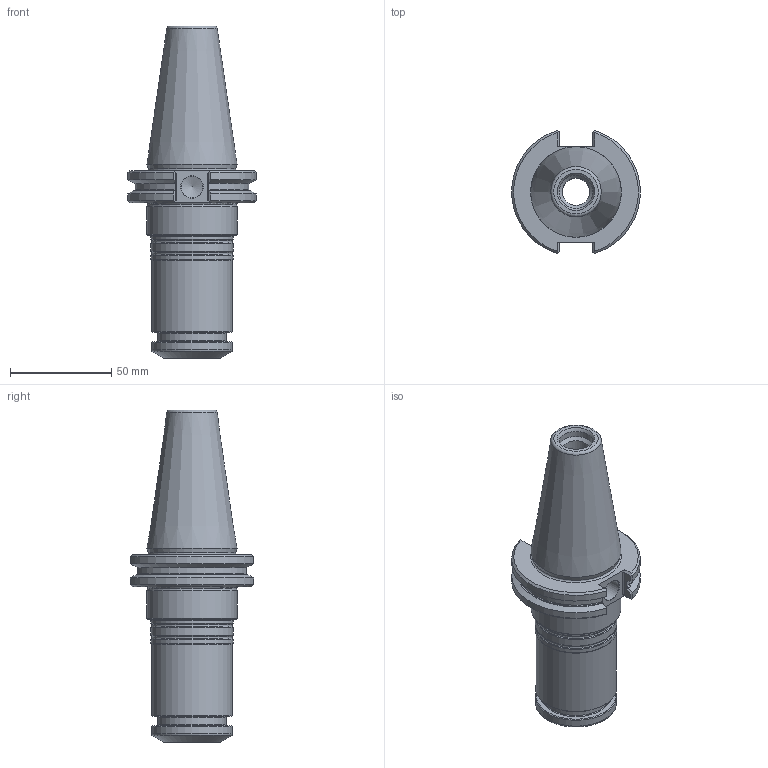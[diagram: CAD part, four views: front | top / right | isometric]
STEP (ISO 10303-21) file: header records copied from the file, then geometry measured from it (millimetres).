
FILE_DESCRIPTION(/* description */ (''),/* implementation_level */ '2;1');
FILE_NAME(/* name */ '434072554.stp',/* time_stamp */ '2021-01-12T12:05:23',/* author */ ('LRA'),/* organization */ ('REGO-FIX'),/* preprocessor_version */ ' Unknown',/* originating_system */ 'SIEMENS PLM Software Solid Edge ST10',/* authorization */ 'Unknown');
FILE_SCHEMA (('AUTOMOTIVE_DESIGN { 1 0 10303 214 2 1 1}'));
Length unit declared in the file: millimetre
Products named in the file (1): NOCUT
Bounding box: 63.28 x 60.79 x 163.85 mm (x, y, z)
Volume: 166319.3 mm3; surface area: 35473.9 mm2
Topology: 1 solids, 1 shells, 106 faces, 268 edges, 169 vertices
Faces by surface type: plane 34, cone 27, cylinder 22, torus 15, bspline 8
Full cylindrical faces by diameter (mm): 10.7 x1, 13.53 x2, 16.5 x1, 25 x1, 34 x1, 40 x2, 40.5 x3, 44.45 x1
Entity records: 3807 total; most frequent: CARTESIAN_POINT 792, ORIENTED_EDGE 438, DIRECTION 431, EDGE_CURVE 219, AXIS2_PLACEMENT_3D 183, VERTEX_POINT 163, FACE_BOUND 156, EDGE_LOOP 155
